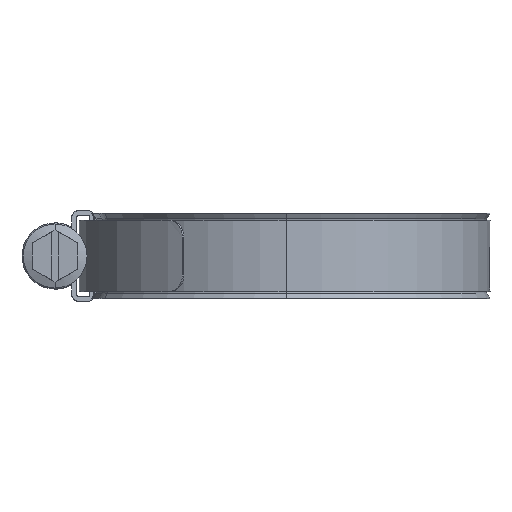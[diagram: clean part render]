
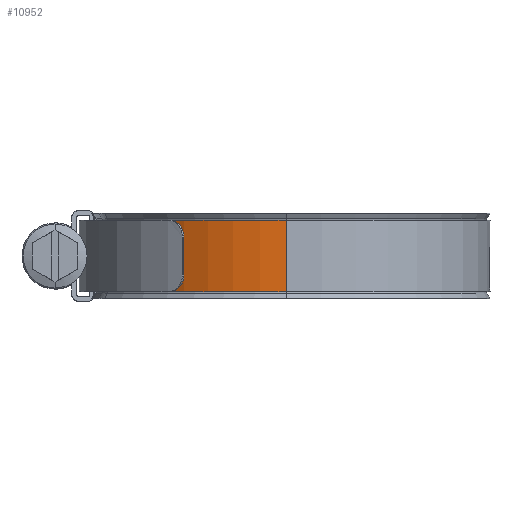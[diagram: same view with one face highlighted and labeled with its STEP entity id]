
A CAD part, left-side view. The second image highlights one B-rep face of the part: STEP entity #10952.
In plain terms, the highlighted cylindrical face has radius 36.03 mm (diameter 72.06 mm), a partial arc.
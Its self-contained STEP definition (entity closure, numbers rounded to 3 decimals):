
#122 = DIRECTION ( 'NONE',  ( 0., 0., -1. ) ) ;
#331 = EDGE_CURVE ( 'NONE', #8025, #13378, #4448, .T. ) ;
#496 = CARTESIAN_POINT ( 'NONE',  ( 0., 36.03, 6.35 ) ) ;
#899 = CIRCLE ( 'NONE', #10915, 36.03 ) ;
#1125 = CARTESIAN_POINT ( 'NONE',  ( 0., 36.03, -6.35 ) ) ;
#1291 = CARTESIAN_POINT ( 'NONE',  ( 0., 36.03, 6.35 ) ) ;
#1426 = DIRECTION ( 'NONE',  ( 1., 0., 0. ) ) ;
#2025 = DIRECTION ( 'NONE',  ( 0., 0., 1. ) ) ;
#2410 = DIRECTION ( 'NONE',  ( 0., 0., -1. ) ) ;
#2481 = DIRECTION ( 'NONE',  ( -1., 0., 0. ) ) ;
#2489 = DIRECTION ( 'NONE',  ( 0., 0., 1. ) ) ;
#2613 = ORIENTED_EDGE ( 'NONE', *, *, #331, .T. ) ;
#3326 = EDGE_CURVE ( 'NONE', #13378, #10855, #899, .T. ) ;
#3448 = FACE_OUTER_BOUND ( 'NONE', #13397, .T. ) ;
#3726 = AXIS2_PLACEMENT_3D ( 'NONE', #11945, #2410, #2481 ) ;
#4192 = VERTEX_POINT ( 'NONE', #4451 ) ;
#4448 = LINE ( 'NONE', #1291, #13433 ) ;
#4451 = CARTESIAN_POINT ( 'NONE',  ( -36.03, 0., 6.35 ) ) ;
#4551 = ORIENTED_EDGE ( 'NONE', *, *, #3326, .T. ) ;
#4858 = VECTOR ( 'NONE', #122, 1000. ) ;
#5567 = EDGE_CURVE ( 'NONE', #8025, #4192, #13269, .T. ) ;
#6460 = ORIENTED_EDGE ( 'NONE', *, *, #5567, .F. ) ;
#6568 = CARTESIAN_POINT ( 'NONE',  ( -36.03, 0., 6.35 ) ) ;
#7253 = ORIENTED_EDGE ( 'NONE', *, *, #12321, .F. ) ;
#7468 = CARTESIAN_POINT ( 'NONE',  ( 0., 0., 6.35 ) ) ;
#7544 = DIRECTION ( 'NONE',  ( 1., 0., 0. ) ) ;
#7708 = CYLINDRICAL_SURFACE ( 'NONE', #3726, 36.03 ) ;
#8025 = VERTEX_POINT ( 'NONE', #496 ) ;
#9692 = LINE ( 'NONE', #6568, #4858 ) ;
#10855 = VERTEX_POINT ( 'NONE', #11607 ) ;
#10908 = DIRECTION ( 'NONE',  ( 0., 0., -1. ) ) ;
#10915 = AXIS2_PLACEMENT_3D ( 'NONE', #11954, #2489, #1426 ) ;
#10952 = ADVANCED_FACE ( 'NONE', ( #3448 ), #7708, .T. ) ;
#11047 = AXIS2_PLACEMENT_3D ( 'NONE', #7468, #2025, #7544 ) ;
#11607 = CARTESIAN_POINT ( 'NONE',  ( -36.03, 0., -6.35 ) ) ;
#11945 = CARTESIAN_POINT ( 'NONE',  ( 0., 0., 6.35 ) ) ;
#11954 = CARTESIAN_POINT ( 'NONE',  ( 0., 0., -6.35 ) ) ;
#12321 = EDGE_CURVE ( 'NONE', #4192, #10855, #9692, .T. ) ;
#13269 = CIRCLE ( 'NONE', #11047, 36.03 ) ;
#13378 = VERTEX_POINT ( 'NONE', #1125 ) ;
#13397 = EDGE_LOOP ( 'NONE', ( #7253, #6460, #2613, #4551 ) ) ;
#13433 = VECTOR ( 'NONE', #10908, 1000. ) ;
